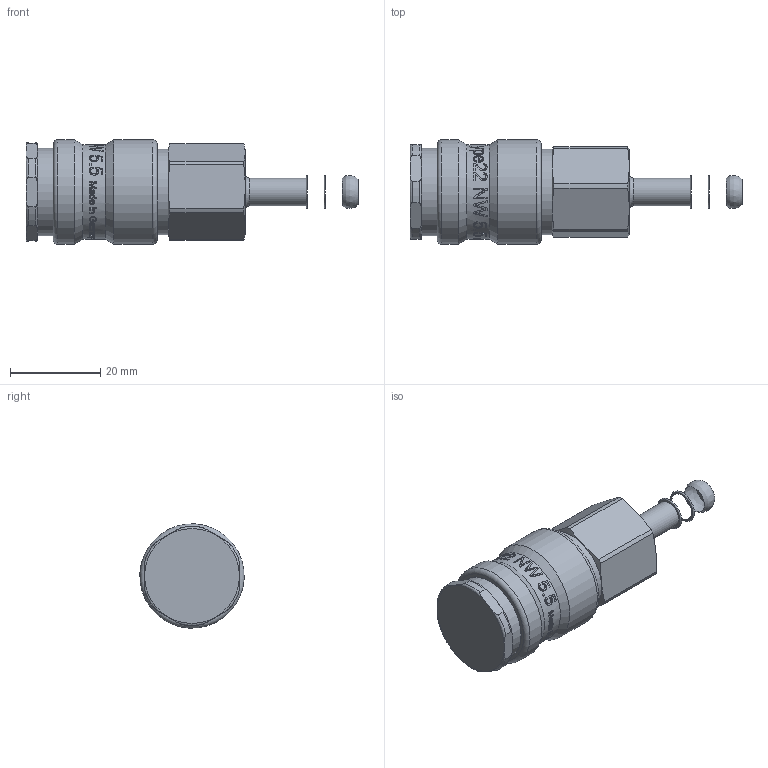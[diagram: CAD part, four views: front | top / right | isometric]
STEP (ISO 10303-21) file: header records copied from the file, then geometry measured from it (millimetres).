
FILE_DESCRIPTION(/* description */ (''),/* implementation_level */ '2;1');
FILE_NAME(/* name */ '22katf06mpn.stp',/* time_stamp */ '2021-06-21T13:00:30+02:00',/* author */ ('IA176480'),/* organization */ (''),/* preprocessor_version */ 'ST-DEVELOPER v17.2',/* originating_system */ 'Autodesk Inventor 2019',/* authorisation */ '');
FILE_SCHEMA (('CONFIG_CONTROL_DESIGN'));
Products named in the file (1): 22KATF06MPN
Bounding box: 73.6 x 23.11 x 23.11 mm (x, y, z)
Volume: 16769.2 mm3; surface area: 7620.7 mm2
Topology: 2 solids, 2 shells, 536 faces, 1463 edges, 979 vertices
Faces by surface type: bspline 262, plane 172, cylinder 61, cone 24, torus 17
Full cylindrical faces by diameter (mm): 6.1 x1, 16 x1, 16.95 x1, 18.95 x1, 19.35 x1, 19.4 x1, 19.65 x1, 21 x1, 23.15 x2
Entity records: 75037 total; most frequent: CARTESIAN_POINT 62880, ORIENTED_EDGE 2926, DIRECTION 1481, EDGE_CURVE 1463, VERTEX_POINT 979, B_SPLINE_CURVE_WITH_KNOTS 713, EDGE_LOOP 586, FACE_OUTER_BOUND 536
